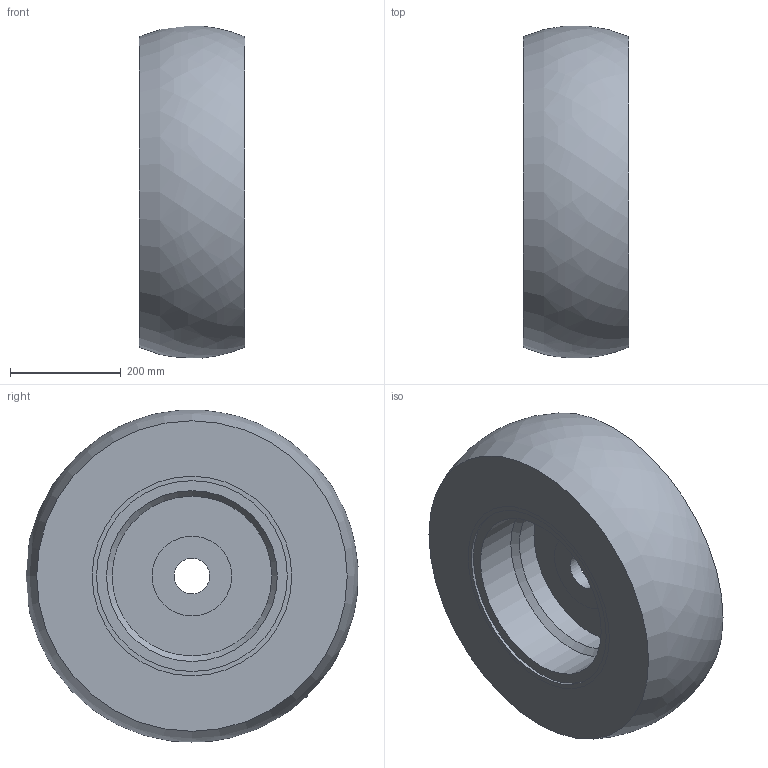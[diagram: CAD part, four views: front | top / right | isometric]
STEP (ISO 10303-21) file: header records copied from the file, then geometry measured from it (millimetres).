
FILE_DESCRIPTION(('FreeCAD Model'),'2;1');
FILE_NAME('wheel tire.step','2020-05-06T23:12:18',('Author'),(''), 'Open CASCADE STEP processor 7.3','FreeCAD','Unknown');
FILE_SCHEMA(('AUTOMOTIVE_DESIGN { 1 0 10303 214 1 1 1 1 }'));
Length unit declared in the file: millimetre
Products named in the file (3): WHEEL_TIRE; Tire; Wheel
Assembly tree (2 placements, depth 2):
  WHEEL_TIRE
    Tire
    Wheel
Bounding box: 190 x 598.61 x 598.61 mm (x, y, z)
Volume: 8613009.2 mm3; surface area: 2035207.6 mm2
Topology: 2 solids, 2 shells, 54 faces, 88 edges, 54 vertices
Faces by surface type: cylinder 23, plane 20, cone 9, revolution 2
Full cylindrical faces by diameter (mm): 64 x1, 76 x1, 106 x1, 144 x1, 288 x2, 300 x1, 308 x2, 320 x4, 332 x2, 344.043 x2, 360 x4, 372 x2
Entity records: 2519 total; most frequent: CARTESIAN_POINT 449, DIRECTION 424, ORIENTED_EDGE 176, PCURVE 176, DEFINITIONAL_REPRESENTATION 176, LINE 168, VECTOR 168, AXIS2_PLACEMENT_3D 113
